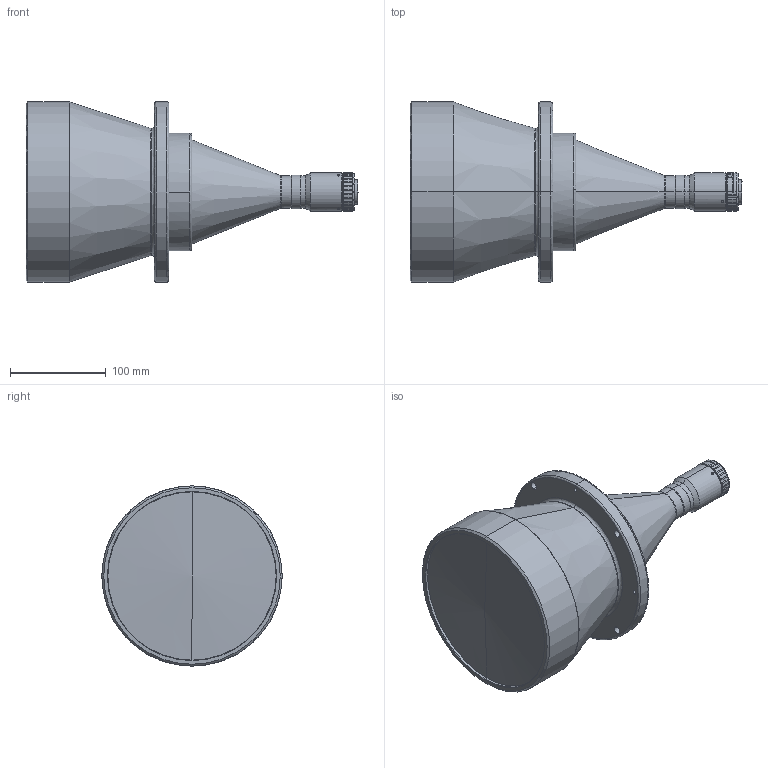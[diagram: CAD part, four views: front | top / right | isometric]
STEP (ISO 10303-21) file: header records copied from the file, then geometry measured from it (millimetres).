
FILE_DESCRIPTION (( 'STEP AP203' ), '1' );
FILE_NAME ('DTCM110-150-AL.STEP', '2019-11-18T10:01:09', ( 'Windows 蚚誧' ), ( '' ), 'SwSTEP 2.0', 'SolidWorks 2017', '' );
FILE_SCHEMA (( 'CONFIG_CONTROL_DESIGN' ));
Length unit declared in the file: millimetre
Products named in the file (1): DTCM110-150-AL
Bounding box: 346.31 x 188 x 188 mm (x, y, z)
Volume: 4177057.4 mm3; surface area: 186382.1 mm2
Topology: 2 solids, 2 shells, 161 faces, 392 edges, 244 vertices
Faces by surface type: cylinder 82, cone 45, plane 20, bspline 14
Entity records: 6075 total; most frequent: CARTESIAN_POINT 2346, ORIENTED_EDGE 776, DIRECTION 745, EDGE_CURVE 388, AXIS2_PLACEMENT_3D 308, VERTEX_POINT 244, EDGE_LOOP 190, FACE_OUTER_BOUND 161
